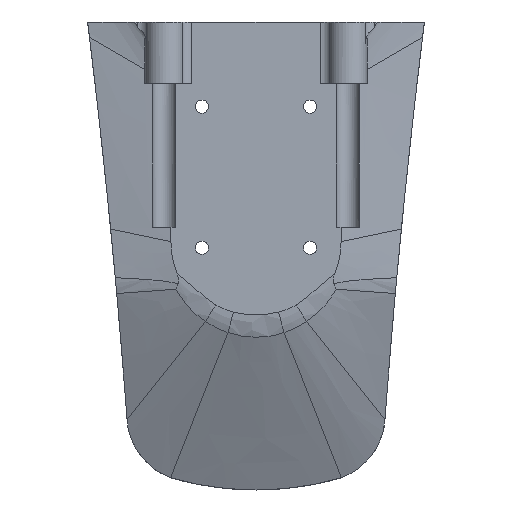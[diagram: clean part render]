
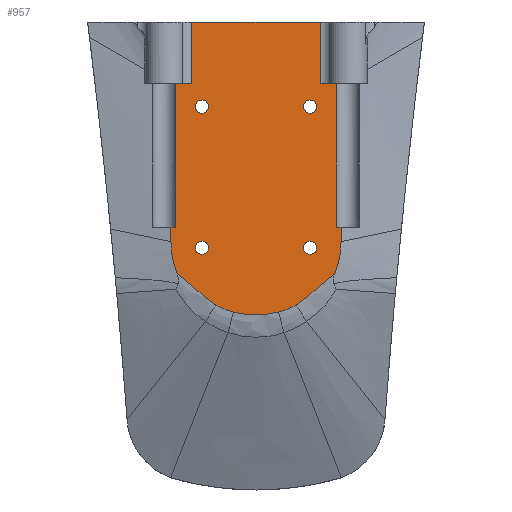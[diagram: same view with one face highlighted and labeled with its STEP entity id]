
A CAD part, front view. The second image highlights one B-rep face of the part: STEP entity #957.
In plain terms, the highlighted planar face has unit normal (0, -1, 0).
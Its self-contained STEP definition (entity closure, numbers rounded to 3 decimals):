
#76=FACE_BOUND('',#147,.T.);
#77=FACE_BOUND('',#148,.T.);
#78=FACE_BOUND('',#149,.T.);
#79=FACE_BOUND('',#150,.T.);
#87=FACE_OUTER_BOUND('',#146,.T.);
#146=EDGE_LOOP('',(#661,#662,#663,#664,#665,#666,#667,#668,#669,#670,#671,
#672,#673,#674,#675,#676,#677,#678));
#147=EDGE_LOOP('',(#679));
#148=EDGE_LOOP('',(#680));
#149=EDGE_LOOP('',(#681));
#150=EDGE_LOOP('',(#682));
#220=CIRCLE('',#1046,32.5);
#221=CIRCLE('',#1047,32.5);
#222=CIRCLE('',#1048,2.5);
#223=CIRCLE('',#1049,2.5);
#224=CIRCLE('',#1050,2.5);
#225=CIRCLE('',#1051,2.5);
#257=B_SPLINE_CURVE_WITH_KNOTS('',3,(#1439,#1440,#1441,#1442,#1443,#1444,
#1445,#1446,#1447),.UNSPECIFIED.,.F.,.F.,(4,1,1,1,2,4),(-1.716,
-1.372,-0.686,-0.343,0.,0.217),
 .UNSPECIFIED.);
#258=B_SPLINE_CURVE_WITH_KNOTS('',3,(#1449,#1450,#1451,#1452,#1453),
 .UNSPECIFIED.,.F.,.F.,(4,1,4),(-0.73,-0.314,0.),
 .UNSPECIFIED.);
#259=B_SPLINE_CURVE_WITH_KNOTS('',3,(#1455,#1456,#1457,#1458,#1459),
 .UNSPECIFIED.,.F.,.F.,(4,1,4),(-1.756,-0.753,-0.002),
 .UNSPECIFIED.);
#260=B_SPLINE_CURVE_WITH_KNOTS('',3,(#1461,#1462,#1463,#1464,#1465),
 .UNSPECIFIED.,.F.,.F.,(4,1,4),(-0.732,-0.314,-0.002),
 .UNSPECIFIED.);
#261=B_SPLINE_CURVE_WITH_KNOTS('',3,(#1467,#1468,#1469,#1470,#1471,#1472,
#1473,#1474,#1475),.UNSPECIFIED.,.F.,.F.,(4,2,1,1,1,4),(-1.933,
-1.716,-1.372,-1.029,-0.686,
0.),.UNSPECIFIED.);
#300=LINE('',#1400,#350);
#303=LINE('',#1427,#353);
#304=LINE('',#1429,#354);
#305=LINE('',#1431,#355);
#306=LINE('',#1433,#356);
#307=LINE('',#1435,#357);
#308=LINE('',#1479,#358);
#309=LINE('',#1481,#359);
#310=LINE('',#1483,#360);
#311=LINE('',#1485,#361);
#312=LINE('',#1486,#362);
#350=VECTOR('',#1144,10.);
#353=VECTOR('',#1161,10.);
#354=VECTOR('',#1162,10.);
#355=VECTOR('',#1163,10.);
#356=VECTOR('',#1164,10.);
#357=VECTOR('',#1165,10.);
#358=VECTOR('',#1170,10.);
#359=VECTOR('',#1171,10.);
#360=VECTOR('',#1172,10.);
#361=VECTOR('',#1173,10.);
#362=VECTOR('',#1174,10.);
#404=VERTEX_POINT('',#1397);
#405=VERTEX_POINT('',#1399);
#414=VERTEX_POINT('',#1426);
#415=VERTEX_POINT('',#1428);
#416=VERTEX_POINT('',#1430);
#417=VERTEX_POINT('',#1432);
#418=VERTEX_POINT('',#1434);
#419=VERTEX_POINT('',#1436);
#420=VERTEX_POINT('',#1438);
#421=VERTEX_POINT('',#1448);
#422=VERTEX_POINT('',#1454);
#423=VERTEX_POINT('',#1460);
#424=VERTEX_POINT('',#1466);
#425=VERTEX_POINT('',#1476);
#426=VERTEX_POINT('',#1478);
#427=VERTEX_POINT('',#1480);
#428=VERTEX_POINT('',#1482);
#429=VERTEX_POINT('',#1484);
#430=VERTEX_POINT('',#1487);
#431=VERTEX_POINT('',#1489);
#432=VERTEX_POINT('',#1491);
#433=VERTEX_POINT('',#1493);
#501=EDGE_CURVE('',#405,#404,#300,.T.);
#511=EDGE_CURVE('',#414,#404,#303,.T.);
#512=EDGE_CURVE('',#414,#415,#304,.T.);
#513=EDGE_CURVE('',#415,#416,#305,.T.);
#514=EDGE_CURVE('',#416,#417,#306,.T.);
#515=EDGE_CURVE('',#417,#418,#307,.T.);
#516=EDGE_CURVE('',#418,#419,#220,.T.);
#517=EDGE_CURVE('',#420,#419,#257,.T.);
#518=EDGE_CURVE('',#421,#420,#258,.T.);
#519=EDGE_CURVE('',#422,#421,#259,.T.);
#520=EDGE_CURVE('',#423,#422,#260,.T.);
#521=EDGE_CURVE('',#424,#423,#261,.T.);
#522=EDGE_CURVE('',#424,#425,#221,.T.);
#523=EDGE_CURVE('',#425,#426,#308,.T.);
#524=EDGE_CURVE('',#426,#427,#309,.T.);
#525=EDGE_CURVE('',#427,#428,#310,.T.);
#526=EDGE_CURVE('',#428,#429,#311,.T.);
#527=EDGE_CURVE('',#405,#429,#312,.T.);
#528=EDGE_CURVE('',#430,#430,#222,.T.);
#529=EDGE_CURVE('',#431,#431,#223,.T.);
#530=EDGE_CURVE('',#432,#432,#224,.T.);
#531=EDGE_CURVE('',#433,#433,#225,.T.);
#661=ORIENTED_EDGE('',*,*,#501,.T.);
#662=ORIENTED_EDGE('',*,*,#511,.F.);
#663=ORIENTED_EDGE('',*,*,#512,.T.);
#664=ORIENTED_EDGE('',*,*,#513,.T.);
#665=ORIENTED_EDGE('',*,*,#514,.T.);
#666=ORIENTED_EDGE('',*,*,#515,.T.);
#667=ORIENTED_EDGE('',*,*,#516,.T.);
#668=ORIENTED_EDGE('',*,*,#517,.F.);
#669=ORIENTED_EDGE('',*,*,#518,.F.);
#670=ORIENTED_EDGE('',*,*,#519,.F.);
#671=ORIENTED_EDGE('',*,*,#520,.F.);
#672=ORIENTED_EDGE('',*,*,#521,.F.);
#673=ORIENTED_EDGE('',*,*,#522,.T.);
#674=ORIENTED_EDGE('',*,*,#523,.T.);
#675=ORIENTED_EDGE('',*,*,#524,.T.);
#676=ORIENTED_EDGE('',*,*,#525,.T.);
#677=ORIENTED_EDGE('',*,*,#526,.T.);
#678=ORIENTED_EDGE('',*,*,#527,.F.);
#679=ORIENTED_EDGE('',*,*,#528,.T.);
#680=ORIENTED_EDGE('',*,*,#529,.T.);
#681=ORIENTED_EDGE('',*,*,#530,.T.);
#682=ORIENTED_EDGE('',*,*,#531,.T.);
#945=PLANE('',#1045);
#957=ADVANCED_FACE('',(#87,#76,#77,#78,#79),#945,.F.);
#1045=AXIS2_PLACEMENT_3D('',#1425,#1159,#1160);
#1046=AXIS2_PLACEMENT_3D('',#1437,#1166,#1167);
#1047=AXIS2_PLACEMENT_3D('',#1477,#1168,#1169);
#1048=AXIS2_PLACEMENT_3D('',#1488,#1175,#1176);
#1049=AXIS2_PLACEMENT_3D('',#1490,#1177,#1178);
#1050=AXIS2_PLACEMENT_3D('',#1492,#1179,#1180);
#1051=AXIS2_PLACEMENT_3D('',#1494,#1181,#1182);
#1144=DIRECTION('',(-1.,0.,0.));
#1159=DIRECTION('center_axis',(0.,1.,0.));
#1160=DIRECTION('ref_axis',(0.,0.,1.));
#1161=DIRECTION('',(0.,0.,1.));
#1162=DIRECTION('',(-1.,0.,0.));
#1163=DIRECTION('',(0.,0.,-1.));
#1164=DIRECTION('',(-1.,0.,0.));
#1165=DIRECTION('',(0.,0.,-1.));
#1166=DIRECTION('center_axis',(0.,-1.,0.));
#1167=DIRECTION('ref_axis',(-1.,0.,0.));
#1168=DIRECTION('center_axis',(0.,-1.,0.));
#1169=DIRECTION('ref_axis',(-1.,0.,0.));
#1170=DIRECTION('',(0.,0.,1.));
#1171=DIRECTION('',(-1.,0.,0.));
#1172=DIRECTION('',(0.,0.,1.));
#1173=DIRECTION('',(-1.,0.,0.));
#1174=DIRECTION('',(0.,0.,-1.));
#1175=DIRECTION('center_axis',(0.,1.,0.));
#1176=DIRECTION('ref_axis',(1.,0.,0.));
#1177=DIRECTION('center_axis',(0.,1.,0.));
#1178=DIRECTION('ref_axis',(1.,0.,0.));
#1179=DIRECTION('center_axis',(0.,1.,0.));
#1180=DIRECTION('ref_axis',(1.,0.,0.));
#1181=DIRECTION('center_axis',(0.,1.,0.));
#1182=DIRECTION('ref_axis',(1.,0.,0.));
#1397=CARTESIAN_POINT('',(-25.03,-4.,-91.517));
#1399=CARTESIAN_POINT('',(24.247,-4.,-91.517));
#1400=CARTESIAN_POINT('',(50.322,-4.,-91.517));
#1425=CARTESIAN_POINT('Origin',(-0.338,-4.,24.63));
#1426=CARTESIAN_POINT('',(-25.03,-4.,-115.));
#1427=CARTESIAN_POINT('',(-25.03,-4.,135.));
#1428=CARTESIAN_POINT('',(-31.001,-4.,-115.));
#1429=CARTESIAN_POINT('',(-17.864,-4.,-115.));
#1430=CARTESIAN_POINT('',(-31.001,-4.,-170.));
#1431=CARTESIAN_POINT('',(-31.001,-4.,-142.5));
#1432=CARTESIAN_POINT('',(-32.892,-4.,-170.));
#1433=CARTESIAN_POINT('',(-17.864,-4.,-170.));
#1434=CARTESIAN_POINT('',(-32.892,-4.,-175.427));
#1435=CARTESIAN_POINT('',(-32.891,-4.,-115.427));
#1436=CARTESIAN_POINT('',(-30.655,-4.,-187.275));
#1437=CARTESIAN_POINT('Origin',(-0.392,-4.,-175.427));
#1438=CARTESIAN_POINT('',(-15.783,-4.,-199.571));
#1439=CARTESIAN_POINT('Ctrl Pts',(-15.783,-4.,-199.571));
#1440=CARTESIAN_POINT('Ctrl Pts',(-16.756,-4.,-198.97));
#1441=CARTESIAN_POINT('Ctrl Pts',(-19.586,-4.,-197.019));
#1442=CARTESIAN_POINT('Ctrl Pts',(-23.01,-4.,-193.976));
#1443=CARTESIAN_POINT('Ctrl Pts',(-26.321,-4.,-190.824));
#1444=CARTESIAN_POINT('Ctrl Pts',(-28.022,-4.,-189.292));
#1445=CARTESIAN_POINT('Ctrl Pts',(-29.476,-4.,-188.119));
#1446=CARTESIAN_POINT('Ctrl Pts',(-30.057,-4.,-187.685));
#1447=CARTESIAN_POINT('Ctrl Pts',(-30.655,-4.,-187.275));
#1448=CARTESIAN_POINT('',(-9.072,-4.,-202.372));
#1449=CARTESIAN_POINT('Ctrl Pts',(-9.072,-4.,-202.372));
#1450=CARTESIAN_POINT('Ctrl Pts',(-10.415,-4.,-202.022));
#1451=CARTESIAN_POINT('Ctrl Pts',(-12.723,-4.,-201.232));
#1452=CARTESIAN_POINT('Ctrl Pts',(-14.894,-4.,-200.12));
#1453=CARTESIAN_POINT('Ctrl Pts',(-15.783,-4.,-199.571));
#1454=CARTESIAN_POINT('',(8.289,-4.,-202.372));
#1455=CARTESIAN_POINT('Ctrl Pts',(8.289,-4.,-202.372));
#1456=CARTESIAN_POINT('Ctrl Pts',(5.05,-4.,-203.196));
#1457=CARTESIAN_POINT('Ctrl Pts',(-0.823,-4.,
-203.824));
#1458=CARTESIAN_POINT('Ctrl Pts',(-6.644,-4.,-202.99));
#1459=CARTESIAN_POINT('Ctrl Pts',(-9.072,-4.,-202.372));
#1460=CARTESIAN_POINT('',(15.,-4.,-199.571));
#1461=CARTESIAN_POINT('Ctrl Pts',(15.,-4.,-199.571));
#1462=CARTESIAN_POINT('Ctrl Pts',(13.814,-4.,-200.304));
#1463=CARTESIAN_POINT('Ctrl Pts',(11.613,-4.,-201.362));
#1464=CARTESIAN_POINT('Ctrl Pts',(9.294,-4.,-202.11));
#1465=CARTESIAN_POINT('Ctrl Pts',(8.289,-4.,-202.372));
#1466=CARTESIAN_POINT('',(29.872,-4.,-187.275));
#1467=CARTESIAN_POINT('Ctrl Pts',(29.872,-4.,-187.275));
#1468=CARTESIAN_POINT('Ctrl Pts',(29.274,-4.,-187.685));
#1469=CARTESIAN_POINT('Ctrl Pts',(28.693,-4.,-188.119));
#1470=CARTESIAN_POINT('Ctrl Pts',(27.239,-4.,-189.292));
#1471=CARTESIAN_POINT('Ctrl Pts',(25.539,-4.,-190.824));
#1472=CARTESIAN_POINT('Ctrl Pts',(23.053,-4.,-193.187));
#1473=CARTESIAN_POINT('Ctrl Pts',(19.672,-4.,-196.268));
#1474=CARTESIAN_POINT('Ctrl Pts',(16.946,-4.,-198.368));
#1475=CARTESIAN_POINT('Ctrl Pts',(15.,-4.,-199.571));
#1476=CARTESIAN_POINT('',(32.108,-4.,-175.427));
#1477=CARTESIAN_POINT('Origin',(-0.392,-4.,-175.427));
#1478=CARTESIAN_POINT('',(32.108,-4.,-170.));
#1479=CARTESIAN_POINT('',(32.108,-4.,-175.427));
#1480=CARTESIAN_POINT('',(30.219,-4.,-170.));
#1481=CARTESIAN_POINT('',(17.135,-4.,-170.));
#1482=CARTESIAN_POINT('',(30.219,-4.,-115.));
#1483=CARTESIAN_POINT('',(30.219,-4.,-142.5));
#1484=CARTESIAN_POINT('',(24.247,-4.,-115.));
#1485=CARTESIAN_POINT('',(17.135,-4.,-115.));
#1486=CARTESIAN_POINT('',(24.247,-4.,135.));
#1487=CARTESIAN_POINT('',(-23.529,-4.,-177.8));
#1488=CARTESIAN_POINT('Origin',(-21.029,-4.,-177.8));
#1489=CARTESIAN_POINT('',(17.746,-4.,-177.8));
#1490=CARTESIAN_POINT('Origin',(20.246,-4.,-177.8));
#1491=CARTESIAN_POINT('',(17.746,-4.,-123.825));
#1492=CARTESIAN_POINT('Origin',(20.246,-4.,-123.825));
#1493=CARTESIAN_POINT('',(-23.529,-4.,-123.825));
#1494=CARTESIAN_POINT('Origin',(-21.029,-4.,-123.825));
